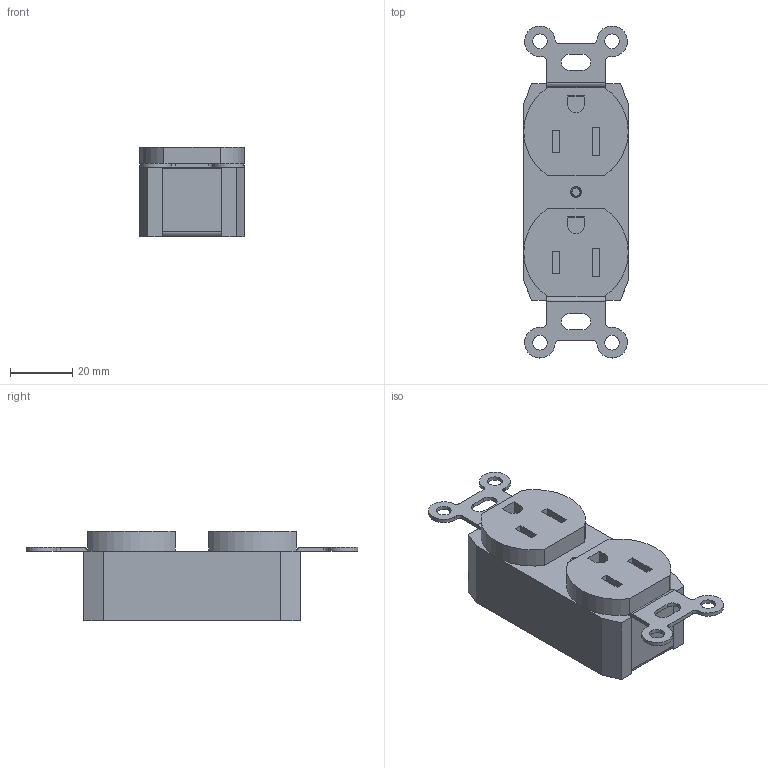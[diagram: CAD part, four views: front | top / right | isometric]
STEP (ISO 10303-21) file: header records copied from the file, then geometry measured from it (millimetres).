
FILE_DESCRIPTION(/* description */ ('Straight-Blade Receptacle','CAx-IF Rec.Pracs.---Representation and Presentation of Product Manufacturing Information (PMI)---4.0---2014-10-13'),/* implementation_level */ '2;1');
FILE_NAME(/* name */ 'Straight-Blade Receptacle v1.step',/* time_stamp */ '2025-03-05T20:33:21+05:30',/* author */ (''),/* organization */ (''),/* preprocessor_version */ 'ST-DEVELOPER v20',/* originating_system */ 'Autodesk Translation Framework v13.20.0.188',/* authorisation */ '');
FILE_SCHEMA (('AP242_MANAGED_MODEL_BASED_3D_ENGINEERING_MIM_LF { 1 0 10303 442 1 1 4 }'));
Length unit declared in the file: inch
Products named in the file (1): 7159K13
Bounding box: 33.58 x 106.67 x 28.7 mm (x, y, z)
Volume: 60319.7 mm3; surface area: 18884.9 mm2
Topology: 2 solids, 2 shells, 134 faces, 365 edges, 242 vertices
Faces by surface type: plane 77, cylinder 54, bspline 2, cone 1
Full cylindrical faces by diameter (mm): 2.646 x7, 3.505 x7, 4.699 x4
Entity records: 5442 total; most frequent: CARTESIAN_POINT 1889, ORIENTED_EDGE 730, DIRECTION 673, EDGE_CURVE 365, LINE 243, VECTOR 243, VERTEX_POINT 242, AXIS2_PLACEMENT_3D 215
